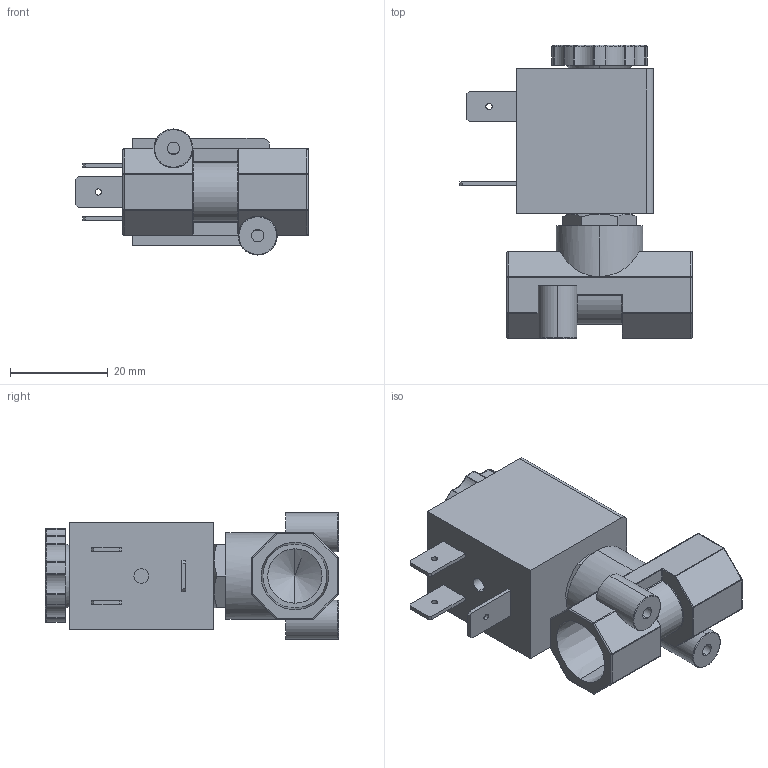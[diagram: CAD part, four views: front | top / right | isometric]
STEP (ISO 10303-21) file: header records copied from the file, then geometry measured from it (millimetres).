
FILE_DESCRIPTION (( 'STEP AP203' ), '1' );
FILE_NAME ('SC913YH24VFBA3.step', '2025-12-15T21:00:50', ( '' ), ( '' ), 'SwSTEP 2.0', 'SolidWorks 2024', '' );
FILE_SCHEMA (( 'CONFIG_CONTROL_DESIGN' ));
Length unit declared in the file: inch
Products named in the file (1): SC913YH24VFBA3
Bounding box: 47.61 x 60.03 x 25.83 mm (x, y, z)
Volume: 27279.4 mm3; surface area: 10388 mm2
Topology: 1 solids, 1 shells, 308 faces, 745 edges, 436 vertices
Faces by surface type: cylinder 139, plane 68, bspline 46, sphere 20, torus 18, cone 17
Entity records: 12610 total; most frequent: CARTESIAN_POINT 5799, ORIENTED_EDGE 1446, DIRECTION 1402, EDGE_CURVE 723, AXIS2_PLACEMENT_3D 558, VERTEX_POINT 434, EDGE_LOOP 331, FACE_OUTER_BOUND 308
